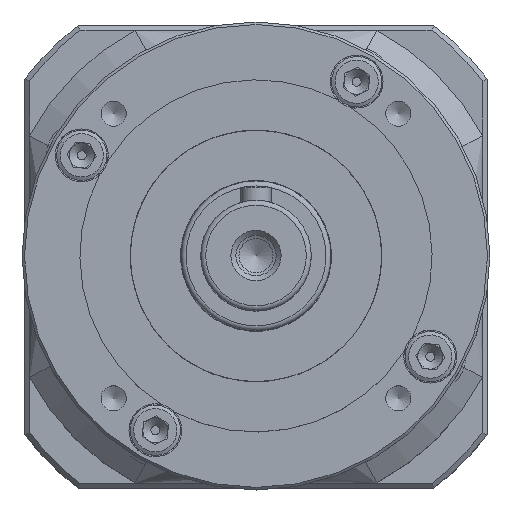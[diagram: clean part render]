
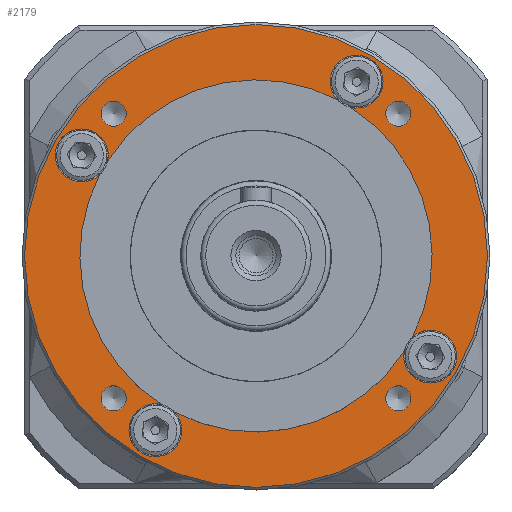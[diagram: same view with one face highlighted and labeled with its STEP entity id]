
A CAD part, top view. The second image highlights one B-rep face of the part: STEP entity #2179.
In plain terms, the highlighted planar face has unit normal (0, 0, 1).
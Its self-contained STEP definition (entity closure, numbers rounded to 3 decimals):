
#73=CARTESIAN_POINT('',(0.,46.,26.4));
#74=VERTEX_POINT('',#73);
#75=CARTESIAN_POINT('',(0.,0.,26.4));
#76=DIRECTION('',(0.0,0.0,1.0));
#77=DIRECTION('',(0.0,-1.0,0.0));
#78=AXIS2_PLACEMENT_3D('',#75,#76,#77);
#79=CIRCLE('',#78,46.);
#80=EDGE_CURVE('',#74,#74,#79,.T.);
#420=CARTESIAN_POINT('',(-29.535,18.78,26.4));
#421=VERTEX_POINT('',#420);
#422=CARTESIAN_POINT('',(-31.032,16.188,26.4));
#423=VERTEX_POINT('',#422);
#424=CARTESIAN_POINT('',(-34.641,20.,26.4));
#425=DIRECTION('',(0.0,0.0,1.0));
#426=DIRECTION('',(0.0,-1.0,0.0));
#427=AXIS2_PLACEMENT_3D('',#424,#425,#426);
#428=CIRCLE('',#427,5.25);
#429=EDGE_CURVE('',#421,#423,#428,.T.);
#501=CARTESIAN_POINT('',(-18.78,-29.535,26.4));
#502=VERTEX_POINT('',#501);
#503=CARTESIAN_POINT('',(-16.188,-31.032,26.4));
#504=VERTEX_POINT('',#503);
#505=CARTESIAN_POINT('',(-20.,-34.641,26.4));
#506=DIRECTION('',(0.0,0.0,1.0));
#507=DIRECTION('',(0.0,-1.0,0.0));
#508=AXIS2_PLACEMENT_3D('',#505,#506,#507);
#509=CIRCLE('',#508,5.25);
#510=EDGE_CURVE('',#502,#504,#509,.T.);
#582=CARTESIAN_POINT('',(29.535,-18.78,26.4));
#583=VERTEX_POINT('',#582);
#584=CARTESIAN_POINT('',(31.032,-16.188,26.4));
#585=VERTEX_POINT('',#584);
#586=CARTESIAN_POINT('',(34.641,-20.,26.4));
#587=DIRECTION('',(0.0,0.0,1.0));
#588=DIRECTION('',(0.0,-1.0,0.0));
#589=AXIS2_PLACEMENT_3D('',#586,#587,#588);
#590=CIRCLE('',#589,5.25);
#591=EDGE_CURVE('',#583,#585,#590,.T.);
#663=CARTESIAN_POINT('',(-28.284,25.784,26.4));
#664=VERTEX_POINT('',#663);
#665=CARTESIAN_POINT('',(-28.284,28.284,26.4));
#666=DIRECTION('',(0.0,0.0,1.0));
#667=DIRECTION('',(0.0,-1.0,0.0));
#668=AXIS2_PLACEMENT_3D('',#665,#666,#667);
#669=CIRCLE('',#668,2.5);
#670=EDGE_CURVE('',#664,#664,#669,.T.);
#700=CARTESIAN_POINT('',(-28.284,-30.784,26.4));
#701=VERTEX_POINT('',#700);
#702=CARTESIAN_POINT('',(-28.284,-28.284,26.4));
#703=DIRECTION('',(0.0,0.0,1.0));
#704=DIRECTION('',(0.0,-1.0,0.0));
#705=AXIS2_PLACEMENT_3D('',#702,#703,#704);
#706=CIRCLE('',#705,2.5);
#707=EDGE_CURVE('',#701,#701,#706,.T.);
#737=CARTESIAN_POINT('',(28.284,-30.784,26.4));
#738=VERTEX_POINT('',#737);
#739=CARTESIAN_POINT('',(28.284,-28.284,26.4));
#740=DIRECTION('',(0.0,0.0,1.0));
#741=DIRECTION('',(0.0,-1.0,0.0));
#742=AXIS2_PLACEMENT_3D('',#739,#740,#741);
#743=CIRCLE('',#742,2.5);
#744=EDGE_CURVE('',#738,#738,#743,.T.);
#774=CARTESIAN_POINT('',(18.78,29.535,26.4));
#775=VERTEX_POINT('',#774);
#776=CARTESIAN_POINT('',(16.188,31.032,26.4));
#777=VERTEX_POINT('',#776);
#778=CARTESIAN_POINT('',(20.,34.641,26.4));
#779=DIRECTION('',(0.0,0.0,1.0));
#780=DIRECTION('',(0.0,-1.0,0.0));
#781=AXIS2_PLACEMENT_3D('',#778,#779,#780);
#782=CIRCLE('',#781,5.25);
#783=EDGE_CURVE('',#775,#777,#782,.T.);
#855=CARTESIAN_POINT('',(30.784,28.284,26.4));
#856=VERTEX_POINT('',#855);
#857=CARTESIAN_POINT('',(28.284,28.284,26.4));
#858=DIRECTION('',(0.0,0.0,1.0));
#859=DIRECTION('',(1.0,0.0,0.0));
#860=AXIS2_PLACEMENT_3D('',#857,#858,#859);
#861=CIRCLE('',#860,2.5);
#862=EDGE_CURVE('',#856,#856,#861,.T.);
#1033=CARTESIAN_POINT('',(0.,0.,26.4));
#1034=DIRECTION('',(0.0,0.0,-1.0));
#1035=DIRECTION('',(0.0,1.0,0.0));
#1036=AXIS2_PLACEMENT_3D('',#1033,#1034,#1035);
#1037=CIRCLE('',#1036,35.0);
#1038=EDGE_CURVE('',#421,#777,#1037,.T.);
#2101=CARTESIAN_POINT('',(0.,0.,26.4));
#2102=DIRECTION('',(0.0,0.0,-1.0));
#2103=DIRECTION('',(0.0,1.0,0.0));
#2104=AXIS2_PLACEMENT_3D('',#2101,#2102,#2103);
#2105=CIRCLE('',#2104,35.0);
#2106=EDGE_CURVE('',#502,#423,#2105,.T.);
#2125=CARTESIAN_POINT('',(0.,0.,26.4));
#2126=DIRECTION('',(0.0,0.0,-1.0));
#2127=DIRECTION('',(0.0,1.0,0.0));
#2128=AXIS2_PLACEMENT_3D('',#2125,#2126,#2127);
#2129=CIRCLE('',#2128,35.0);
#2130=EDGE_CURVE('',#583,#504,#2129,.T.);
#2143=CARTESIAN_POINT('',(0.,46.5,26.4));
#2144=DIRECTION('',(0.0,0.0,1.0));
#2145=DIRECTION('',(1.0,0.0,0.0));
#2146=AXIS2_PLACEMENT_3D('',#2143,#2144,#2145);
#2147=PLANE('',#2146);
#2148=ORIENTED_EDGE('',*,*,#80,.T.);
#2149=EDGE_LOOP('',(#2148));
#2150=FACE_OUTER_BOUND('',#2149,.T.);
#2151=ORIENTED_EDGE('',*,*,#429,.F.);
#2152=ORIENTED_EDGE('',*,*,#1038,.T.);
#2153=ORIENTED_EDGE('',*,*,#783,.F.);
#2154=CARTESIAN_POINT('',(0.,0.,26.4));
#2155=DIRECTION('',(0.0,0.0,-1.0));
#2156=DIRECTION('',(0.0,1.0,0.0));
#2157=AXIS2_PLACEMENT_3D('',#2154,#2155,#2156);
#2158=CIRCLE('',#2157,35.0);
#2159=EDGE_CURVE('',#775,#585,#2158,.T.);
#2160=ORIENTED_EDGE('',*,*,#2159,.T.);
#2161=ORIENTED_EDGE('',*,*,#591,.F.);
#2162=ORIENTED_EDGE('',*,*,#2130,.T.);
#2163=ORIENTED_EDGE('',*,*,#510,.F.);
#2164=ORIENTED_EDGE('',*,*,#2106,.T.);
#2165=EDGE_LOOP('',(#2151,#2152,#2153,#2160,#2161,#2162,#2163,#2164));
#2166=FACE_BOUND('',#2165,.T.);
#2167=ORIENTED_EDGE('',*,*,#670,.F.);
#2168=EDGE_LOOP('',(#2167));
#2169=FACE_BOUND('',#2168,.T.);
#2170=ORIENTED_EDGE('',*,*,#707,.F.);
#2171=EDGE_LOOP('',(#2170));
#2172=FACE_BOUND('',#2171,.T.);
#2173=ORIENTED_EDGE('',*,*,#744,.F.);
#2174=EDGE_LOOP('',(#2173));
#2175=FACE_BOUND('',#2174,.T.);
#2176=ORIENTED_EDGE('',*,*,#862,.F.);
#2177=EDGE_LOOP('',(#2176));
#2178=FACE_BOUND('',#2177,.T.);
#2179=ADVANCED_FACE('',(#2150,#2166,#2169,#2172,#2175,#2178),#2147,.T.);
